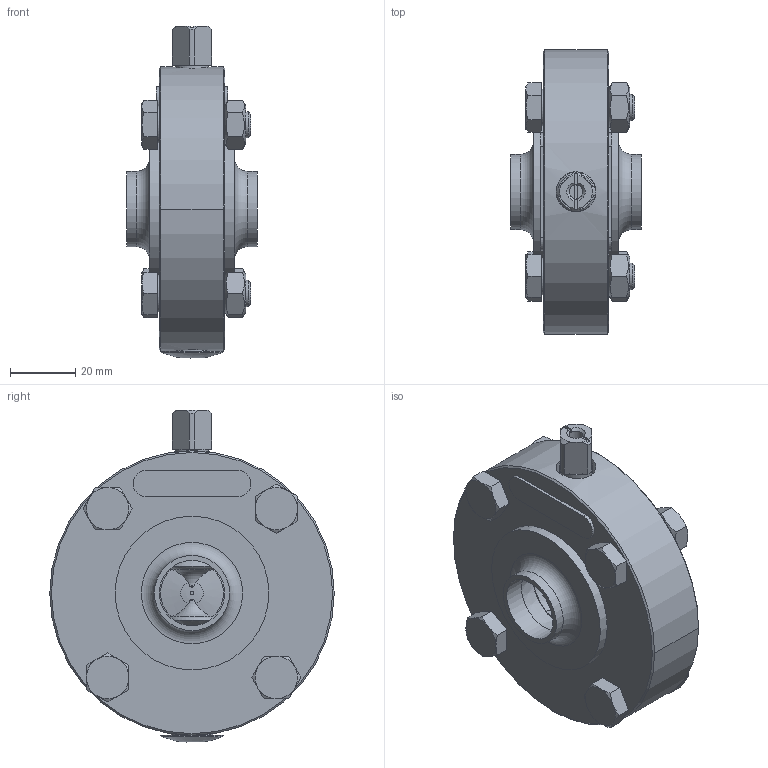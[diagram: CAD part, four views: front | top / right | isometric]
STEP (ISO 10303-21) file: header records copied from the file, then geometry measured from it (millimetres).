
FILE_DESCRIPTION(/* description */ (''),/* implementation_level */ '2;1');
FILE_NAME(/* name */ '52240020XX30.stp',/* time_stamp */ '2021-02-16T11:02:07+01:00',/* author */ ('M&S'),/* organization */ (''),/* preprocessor_version */ 'ST-DEVELOPER v18',/* originating_system */ 'Autodesk Inventor 2020',/* authorisation */ '');
FILE_SCHEMA (('CONFIG_CONTROL_DESIGN'));
Length unit declared in the file: millimetre
Products named in the file (1): 105290
Bounding box: 40 x 87 x 101.56 mm (x, y, z)
Volume: 129658.1 mm3; surface area: 33055.5 mm2
Topology: 1 solids, 1 shells, 260 faces, 689 edges, 456 vertices
Faces by surface type: plane 119, cone 59, cylinder 43, torus 28, bspline 7, sphere 4
Full cylindrical faces by diameter (mm): 4.134 x1, 8 x4, 9.2 x2, 10 x2, 11.4 x4, 11.8 x1, 12 x1, 12.2 x2, 19 x1, 20 x2, 23 x2, 40 x1, 40.2 x2, 47 x2
Entity records: 9176 total; most frequent: CARTESIAN_POINT 2806, ORIENTED_EDGE 1374, DIRECTION 1254, EDGE_CURVE 687, AXIS2_PLACEMENT_3D 535, VERTEX_POINT 456, EDGE_LOOP 291, CIRCLE 281
